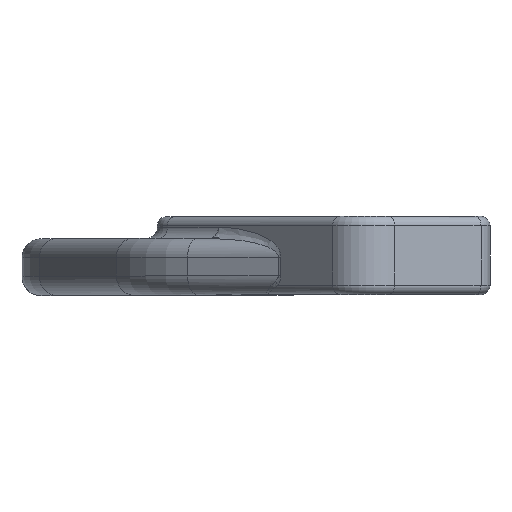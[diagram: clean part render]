
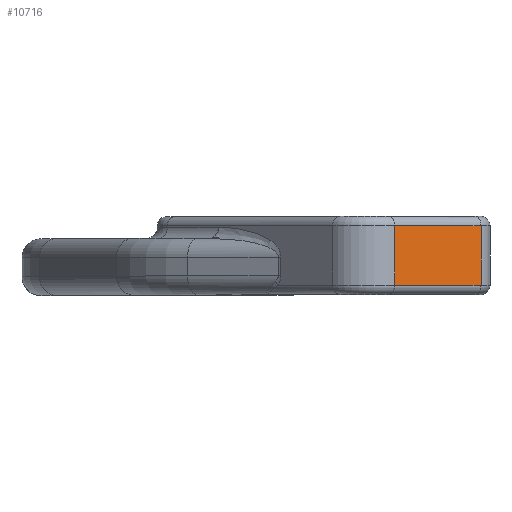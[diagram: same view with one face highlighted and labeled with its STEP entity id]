
A CAD part, top view. The second image highlights one B-rep face of the part: STEP entity #10716.
In plain terms, the highlighted planar face has unit normal (0.643, 0, 0.766).
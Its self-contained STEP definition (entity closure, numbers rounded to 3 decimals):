
#4810 = CYLINDRICAL_SURFACE('',#4811,1.5);
#4811 = AXIS2_PLACEMENT_3D('',#4812,#4813,#4814);
#4812 = CARTESIAN_POINT('',(69.081,1.5,1.43));
#4813 = DIRECTION('',(-0.766,0.,0.643));
#4814 = DIRECTION('',(0.,-1.,0.));
#7848 = VERTEX_POINT('',#7849);
#7849 = CARTESIAN_POINT('',(70.045,1.5,2.579));
#7884 = CYLINDRICAL_SURFACE('',#7885,4.);
#7885 = AXIS2_PLACEMENT_3D('',#7886,#7887,#7888);
#7886 = CARTESIAN_POINT('',(67.474,0.,
    -0.485));
#7887 = DIRECTION('',(0.,1.,0.));
#7888 = DIRECTION('',(0.643,0.,0.766));
#7900 = EDGE_CURVE('',#7848,#7901,#7903,.T.);
#7901 = VERTEX_POINT('',#7902);
#7902 = CARTESIAN_POINT('',(56.257,1.5,14.149));
#7903 = SURFACE_CURVE('',#7904,(#7908,#7915),.PCURVE_S1.);
#7904 = LINE('',#7905,#7906);
#7905 = CARTESIAN_POINT('',(70.045,1.5,2.579));
#7906 = VECTOR('',#7907,1.);
#7907 = DIRECTION('',(-0.766,0.,0.643));
#7908 = PCURVE('',#4810,#7909);
#7909 = DEFINITIONAL_REPRESENTATION('',(#7910),#7914);
#7910 = LINE('',#7911,#7912);
#7911 = CARTESIAN_POINT('',(1.571,0.));
#7912 = VECTOR('',#7913,1.);
#7913 = DIRECTION('',(0.,1.));
#7914 = ( GEOMETRIC_REPRESENTATION_CONTEXT(2) 
PARAMETRIC_REPRESENTATION_CONTEXT() REPRESENTATION_CONTEXT('2D SPACE',''
  ) );
#7915 = PCURVE('',#7916,#7921);
#7916 = PLANE('',#7917);
#7917 = AXIS2_PLACEMENT_3D('',#7918,#7919,#7920);
#7918 = CARTESIAN_POINT('',(50.894,0.,
    18.649));
#7919 = DIRECTION('',(0.643,0.,0.766));
#7920 = DIRECTION('',(0.,1.,0.));
#7921 = DEFINITIONAL_REPRESENTATION('',(#7922),#7926);
#7922 = LINE('',#7923,#7924);
#7923 = CARTESIAN_POINT('',(1.5,-25.));
#7924 = VECTOR('',#7925,1.);
#7925 = DIRECTION('',(0.,1.));
#7926 = ( GEOMETRIC_REPRESENTATION_CONTEXT(2) 
PARAMETRIC_REPRESENTATION_CONTEXT() REPRESENTATION_CONTEXT('2D SPACE',''
  ) );
#7991 = CYLINDRICAL_SURFACE('',#7992,7.);
#7992 = AXIS2_PLACEMENT_3D('',#7993,#7994,#7995);
#7993 = CARTESIAN_POINT('',(51.757,0.,
    8.787));
#7994 = DIRECTION('',(0.,1.,0.));
#7995 = DIRECTION('',(-0.766,0.,0.643));
#10665 = EDGE_CURVE('',#7848,#10666,#10668,.T.);
#10666 = VERTEX_POINT('',#10667);
#10667 = CARTESIAN_POINT('',(70.045,11.,2.579));
#10668 = SURFACE_CURVE('',#10669,(#10673,#10680),.PCURVE_S1.);
#10669 = LINE('',#10670,#10671);
#10670 = CARTESIAN_POINT('',(70.045,0.,
    2.579));
#10671 = VECTOR('',#10672,1.);
#10672 = DIRECTION('',(0.,1.,0.));
#10673 = PCURVE('',#7884,#10674);
#10674 = DEFINITIONAL_REPRESENTATION('',(#10675),#10679);
#10675 = LINE('',#10676,#10677);
#10676 = CARTESIAN_POINT('',(0.,0.));
#10677 = VECTOR('',#10678,1.);
#10678 = DIRECTION('',(0.,1.));
#10679 = ( GEOMETRIC_REPRESENTATION_CONTEXT(2) 
PARAMETRIC_REPRESENTATION_CONTEXT() REPRESENTATION_CONTEXT('2D SPACE',''
  ) );
#10680 = PCURVE('',#7916,#10681);
#10681 = DEFINITIONAL_REPRESENTATION('',(#10682),#10686);
#10682 = LINE('',#10683,#10684);
#10683 = CARTESIAN_POINT('',(0.,-25.));
#10684 = VECTOR('',#10685,1.);
#10685 = DIRECTION('',(1.,0.));
#10686 = ( GEOMETRIC_REPRESENTATION_CONTEXT(2) 
PARAMETRIC_REPRESENTATION_CONTEXT() REPRESENTATION_CONTEXT('2D SPACE',''
  ) );
#10716 = ADVANCED_FACE('',(#10717),#7916,.T.);
#10717 = FACE_BOUND('',#10718,.T.);
#10718 = EDGE_LOOP('',(#10719,#10742,#10743,#10744));
#10719 = ORIENTED_EDGE('',*,*,#10720,.F.);
#10720 = EDGE_CURVE('',#7901,#10721,#10723,.T.);
#10721 = VERTEX_POINT('',#10722);
#10722 = CARTESIAN_POINT('',(56.257,11.,14.149));
#10723 = SURFACE_CURVE('',#10724,(#10728,#10735),.PCURVE_S1.);
#10724 = LINE('',#10725,#10726);
#10725 = CARTESIAN_POINT('',(56.257,0.,
    14.149));
#10726 = VECTOR('',#10727,1.);
#10727 = DIRECTION('',(0.,1.,0.));
#10728 = PCURVE('',#7916,#10729);
#10729 = DEFINITIONAL_REPRESENTATION('',(#10730),#10734);
#10730 = LINE('',#10731,#10732);
#10731 = CARTESIAN_POINT('',(0.,-7.));
#10732 = VECTOR('',#10733,1.);
#10733 = DIRECTION('',(1.,0.));
#10734 = ( GEOMETRIC_REPRESENTATION_CONTEXT(2) 
PARAMETRIC_REPRESENTATION_CONTEXT() REPRESENTATION_CONTEXT('2D SPACE',''
  ) );
#10735 = PCURVE('',#7991,#10736);
#10736 = DEFINITIONAL_REPRESENTATION('',(#10737),#10741);
#10737 = LINE('',#10738,#10739);
#10738 = CARTESIAN_POINT('',(1.571,0.));
#10739 = VECTOR('',#10740,1.);
#10740 = DIRECTION('',(0.,1.));
#10741 = ( GEOMETRIC_REPRESENTATION_CONTEXT(2) 
PARAMETRIC_REPRESENTATION_CONTEXT() REPRESENTATION_CONTEXT('2D SPACE',''
  ) );
#10742 = ORIENTED_EDGE('',*,*,#7900,.F.);
#10743 = ORIENTED_EDGE('',*,*,#10665,.T.);
#10744 = ORIENTED_EDGE('',*,*,#10745,.F.);
#10745 = EDGE_CURVE('',#10721,#10666,#10746,.T.);
#10746 = SURFACE_CURVE('',#10747,(#10751,#10758),.PCURVE_S1.);
#10747 = LINE('',#10748,#10749);
#10748 = CARTESIAN_POINT('',(56.257,11.,14.149));
#10749 = VECTOR('',#10750,1.);
#10750 = DIRECTION('',(0.766,0.,-0.643));
#10751 = PCURVE('',#7916,#10752);
#10752 = DEFINITIONAL_REPRESENTATION('',(#10753),#10757);
#10753 = LINE('',#10754,#10755);
#10754 = CARTESIAN_POINT('',(11.,-7.));
#10755 = VECTOR('',#10756,1.);
#10756 = DIRECTION('',(0.,-1.));
#10757 = ( GEOMETRIC_REPRESENTATION_CONTEXT(2) 
PARAMETRIC_REPRESENTATION_CONTEXT() REPRESENTATION_CONTEXT('2D SPACE',''
  ) );
#10758 = PCURVE('',#10759,#10764);
#10759 = CYLINDRICAL_SURFACE('',#10760,1.5);
#10760 = AXIS2_PLACEMENT_3D('',#10761,#10762,#10763);
#10761 = CARTESIAN_POINT('',(55.292,11.,13.));
#10762 = DIRECTION('',(0.766,0.,-0.643));
#10763 = DIRECTION('',(0.,1.,0.));
#10764 = DEFINITIONAL_REPRESENTATION('',(#10765),#10769);
#10765 = LINE('',#10766,#10767);
#10766 = CARTESIAN_POINT('',(1.571,0.));
#10767 = VECTOR('',#10768,1.);
#10768 = DIRECTION('',(0.,1.));
#10769 = ( GEOMETRIC_REPRESENTATION_CONTEXT(2) 
PARAMETRIC_REPRESENTATION_CONTEXT() REPRESENTATION_CONTEXT('2D SPACE',''
  ) );
